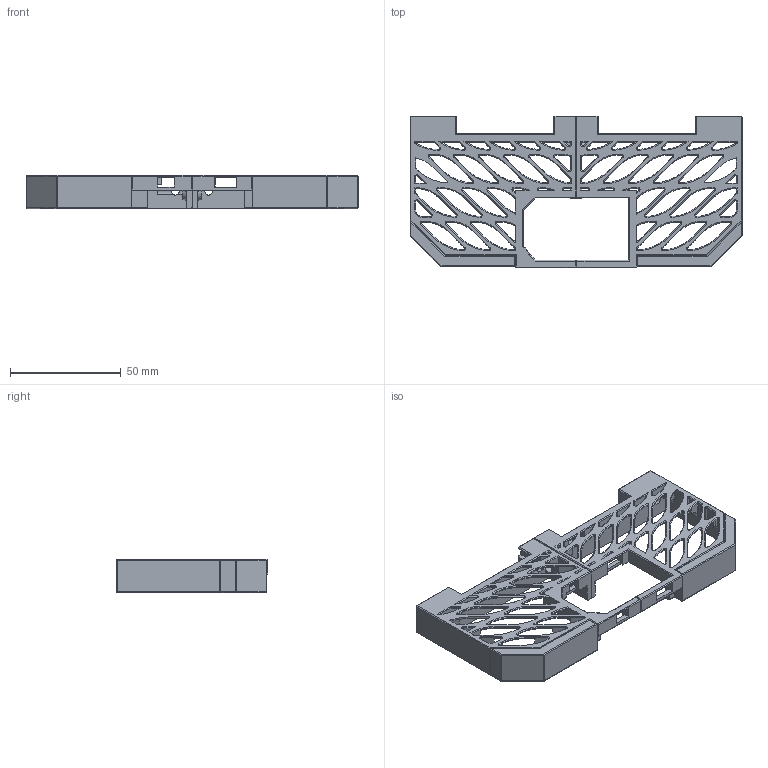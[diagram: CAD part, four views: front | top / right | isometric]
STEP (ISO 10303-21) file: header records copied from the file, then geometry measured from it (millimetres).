
FILE_DESCRIPTION(/* description */ (''),/* implementation_level */ '2;1');
FILE_NAME(/* name */ 'Rear Skirt v17.step',/* time_stamp */ '2026-01-13T22:15:04-05:00',/* author */ (''),/* organization */ (''),/* preprocessor_version */ 'ST-DEVELOPER v20.1',/* originating_system */ 'Autodesk Translation Framework v14.21.0.0',/* authorisation */ '');
FILE_SCHEMA (('AUTOMOTIVE_DESIGN { 1 0 10303 214 3 1 1 }'));
Length unit declared in the file: millimetre
Products named in the file (1): Rear Skirt
Bounding box: 150 x 68.6 x 15 mm (x, y, z)
Volume: 39242.1 mm3; surface area: 30448.4 mm2
Topology: 4 solids, 4 shells, 954 faces, 2548 edges, 1550 vertices
Faces by surface type: plane 455, cylinder 288, cone 183, sphere 14, bspline 10, torus 4
Full cylindrical faces by diameter (mm): 3.3 x7, 4.7 x4, 6 x2
Entity records: 30513 total; most frequent: CARTESIAN_POINT 6418, ORIENTED_EDGE 5088, DIRECTION 5006, EDGE_CURVE 2544, LINE 1684, VECTOR 1684, AXIS2_PLACEMENT_3D 1661, VERTEX_POINT 1550
